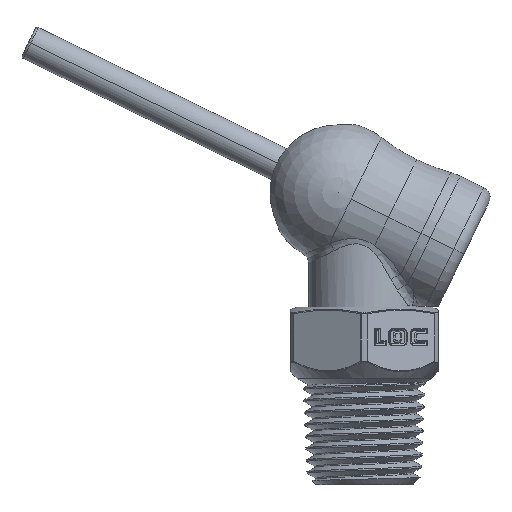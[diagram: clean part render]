
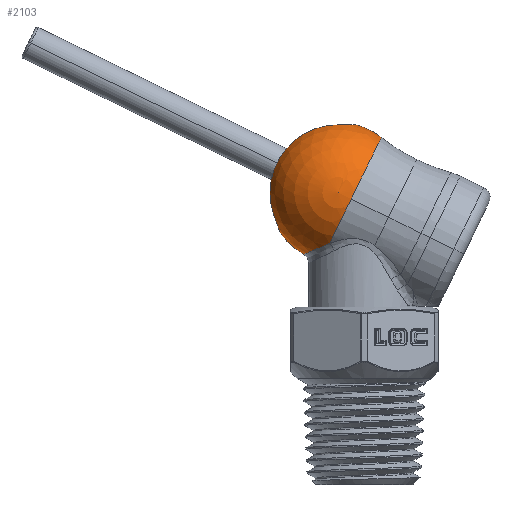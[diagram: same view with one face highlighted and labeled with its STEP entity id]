
A CAD part, top view. The second image highlights one B-rep face of the part: STEP entity #2103.
In plain terms, the highlighted spherical face has radius 8.039 mm.
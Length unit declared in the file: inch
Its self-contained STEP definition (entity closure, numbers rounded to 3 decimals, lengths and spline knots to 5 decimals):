
#558 = CARTESIAN_POINT ( 'NONE',  ( 0.06587, 0., 0.30957 ) ) ;
#2103 = ADVANCED_FACE ( 'NONE', ( #17720 ), #17722, .T. ) ;
#2770 = CARTESIAN_POINT ( 'NONE',  ( -0.21236, -0.22063, 0.08 ) ) ;
#2901 = CARTESIAN_POINT ( 'NONE',  ( -0.15472, -0.2761, 0. ) ) ;
#2918 = CARTESIAN_POINT ( 'NONE',  ( 0.06587, -0.22126, 0.21651 ) ) ;
#2993 = CARTESIAN_POINT ( 'NONE',  ( -0.06183, 0.3104, 0. ) ) ;
#2995 = CARTESIAN_POINT ( 'NONE',  ( -0.01876, -0.31594, 0. ) ) ;
#3664 = VERTEX_POINT ( 'NONE', #15852 ) ;
#4990 = EDGE_CURVE ( 'NONE', #5748, #9291, #17941, .T. ) ;
#4991 = EDGE_CURVE ( 'NONE', #5748, #3664, #13728, .T. ) ;
#4992 = EDGE_CURVE ( 'NONE', #9383, #3664, #17940, .T. ) ;
#4993 = EDGE_CURVE ( 'NONE', #9385, #9308, #17939, .T. ) ;
#5043 = EDGE_CURVE ( 'NONE', #18988, #9383, #13760, .T. ) ;
#5047 = EDGE_CURVE ( 'NONE', #9385, #9291, #13761, .T. ) ;
#5073 = EDGE_CURVE ( 'NONE', #14004, #18988, #13788, .T. ) ;
#5077 = EDGE_CURVE ( 'NONE', #9308, #14004, #13789, .T. ) ;
#5748 = VERTEX_POINT ( 'NONE', #2770 ) ;
#9291 = VERTEX_POINT ( 'NONE', #2901 ) ;
#9308 = VERTEX_POINT ( 'NONE', #2918 ) ;
#9383 = VERTEX_POINT ( 'NONE', #2993 ) ;
#9385 = VERTEX_POINT ( 'NONE', #2995 ) ;
#10184 = AXIS2_PLACEMENT_3D ( 'NONE', #14256, #14254, #14249 ) ;
#10221 = CARTESIAN_POINT ( 'NONE',  ( 0.06587, 0.30957, 0. ) ) ;
#10686 = AXIS2_PLACEMENT_3D ( 'NONE', #10967, #10969, #10971 ) ;
#10740 = AXIS2_PLACEMENT_3D ( 'NONE', #11292, #11293, #11294 ) ;
#10743 = AXIS2_PLACEMENT_3D ( 'NONE', #11327, #11328, #11329 ) ;
#10759 = AXIS2_PLACEMENT_3D ( 'NONE', #11511, #11512, #11513 ) ;
#10767 = AXIS2_PLACEMENT_3D ( 'NONE', #11525, #11526, #11527 ) ;
#10919 = CARTESIAN_POINT ( 'NONE',  ( -0.20855, -0.22429, 0.08 ) ) ;
#10931 = CARTESIAN_POINT ( 'NONE',  ( -0.20481, -0.22789, 0.07948 ) ) ;
#10933 = CARTESIAN_POINT ( 'NONE',  ( -0.01671, -0.31379, 0.04365 ) ) ;
#10940 = CARTESIAN_POINT ( 'NONE',  ( -0.21236, -0.22063, 0.08 ) ) ;
#10941 = CARTESIAN_POINT ( 'NONE',  ( -0.19745, -0.23498, 0.07745 ) ) ;
#10943 = CARTESIAN_POINT ( 'NONE',  ( -0.19379, -0.2385, 0.07592 ) ) ;
#10945 = CARTESIAN_POINT ( 'NONE',  ( -0.18681, -0.24521, 0.0719 ) ) ;
#10947 = CARTESIAN_POINT ( 'NONE',  ( -0.18351, -0.2484, 0.06945 ) ) ;
#10948 = CARTESIAN_POINT ( 'NONE',  ( -0.17724, -0.25443, 0.06365 ) ) ;
#10950 = CARTESIAN_POINT ( 'NONE',  ( -0.17428, -0.25728, 0.06028 ) ) ;
#10952 = CARTESIAN_POINT ( 'NONE',  ( -0.1663, -0.26496, 0.04921 ) ) ;
#10954 = CARTESIAN_POINT ( 'NONE',  ( -0.16201, -0.26909, 0.0403 ) ) ;
#10955 = CARTESIAN_POINT ( 'NONE',  ( -0.15625, -0.27463, 0.02106 ) ) ;
#10957 = CARTESIAN_POINT ( 'NONE',  ( -0.15472, -0.2761, 0.01056 ) ) ;
#10959 = CARTESIAN_POINT ( 'NONE',  ( -0.15472, -0.2761, 0. ) ) ;
#10961 = CARTESIAN_POINT ( 'NONE',  ( -0.01876, -0.31594, 0.02207 ) ) ;
#10964 = CARTESIAN_POINT ( 'NONE',  ( -0.06183, 0.3104, 0. ) ) ;
#10966 = CARTESIAN_POINT ( 'NONE',  ( -0.06183, 0.3104, 0.00528 ) ) ;
#10967 = CARTESIAN_POINT ( 'NONE',  ( 0., 0., 0.08 ) ) ;
#10969 = DIRECTION ( 'NONE',  ( 0., 0., -1. ) ) ;
#10971 = DIRECTION ( 'NONE',  ( 1., 0., 0. ) ) ;
#10974 = CARTESIAN_POINT ( 'NONE',  ( -0.06229, 0.31018, 0.01048 ) ) ;
#10976 = CARTESIAN_POINT ( 'NONE',  ( -0.06412, 0.30929, 0.02069 ) ) ;
#10978 = CARTESIAN_POINT ( 'NONE',  ( -0.0655, 0.30862, 0.02577 ) ) ;
#10979 = CARTESIAN_POINT ( 'NONE',  ( -0.06911, 0.30687, 0.03546 ) ) ;
#10980 = CARTESIAN_POINT ( 'NONE',  ( -0.07132, 0.30579, 0.04005 ) ) ;
#10981 = CARTESIAN_POINT ( 'NONE',  ( -0.07653, 0.30326, 0.04874 ) ) ;
#10982 = CARTESIAN_POINT ( 'NONE',  ( -0.07957, 0.30178, 0.05286 ) ) ;
#10983 = CARTESIAN_POINT ( 'NONE',  ( -0.08952, 0.29695, 0.06393 ) ) ;
#10984 = CARTESIAN_POINT ( 'NONE',  ( -0.09754, 0.29306, 0.06989 ) ) ;
#10986 = CARTESIAN_POINT ( 'NONE',  ( -0.11484, 0.28465, 0.07788 ) ) ;
#10987 = CARTESIAN_POINT ( 'NONE',  ( -0.12429, 0.28007, 0.08 ) ) ;
#10988 = CARTESIAN_POINT ( 'NONE',  ( -0.13379, 0.27545, 0.08 ) ) ;
#10989 = CARTESIAN_POINT ( 'NONE',  ( -0.01876, -0.31594, 0. ) ) ;
#10991 = CARTESIAN_POINT ( 'NONE',  ( -0.01069, -0.30742, 0.07531 ) ) ;
#10992 = CARTESIAN_POINT ( 'NONE',  ( -0.00817, -0.30474, 0.08579 ) ) ;
#10993 = CARTESIAN_POINT ( 'NONE',  ( -0.00229, -0.29845, 0.1059 ) ) ;
#10994 = CARTESIAN_POINT ( 'NONE',  ( 0.00108, -0.29483, 0.11562 ) ) ;
#10995 = CARTESIAN_POINT ( 'NONE',  ( 0.0124, -0.28255, 0.14374 ) ) ;
#10996 = CARTESIAN_POINT ( 'NONE',  ( 0.0217, -0.27235, 0.16126 ) ) ;
#10997 = CARTESIAN_POINT ( 'NONE',  ( 0.03714, -0.25491, 0.18421 ) ) ;
#10998 = CARTESIAN_POINT ( 'NONE',  ( 0.04255, -0.24872, 0.19137 ) ) ;
#10999 = CARTESIAN_POINT ( 'NONE',  ( 0.05388, -0.23556, 0.2047 ) ) ;
#11000 = CARTESIAN_POINT ( 'NONE',  ( 0.0598, -0.22856, 0.21089 ) ) ;
#11001 = CARTESIAN_POINT ( 'NONE',  ( 0.06587, -0.22126, 0.21651 ) ) ;
#11292 = CARTESIAN_POINT ( 'NONE',  ( 0., 0., 0. ) ) ;
#11293 = DIRECTION ( 'NONE',  ( 0., 0., 1. ) ) ;
#11294 = DIRECTION ( 'NONE',  ( 1., 0., 0. ) ) ;
#11327 = CARTESIAN_POINT ( 'NONE',  ( 0., 0., 0. ) ) ;
#11328 = DIRECTION ( 'NONE',  ( 0., 0., -1. ) ) ;
#11329 = DIRECTION ( 'NONE',  ( 0., 1., 0. ) ) ;
#11511 = CARTESIAN_POINT ( 'NONE',  ( 0.06587, 0., 0. ) ) ;
#11512 = DIRECTION ( 'NONE',  ( -1., 0., 0. ) ) ;
#11513 = DIRECTION ( 'NONE',  ( 0., 0., 1. ) ) ;
#11525 = CARTESIAN_POINT ( 'NONE',  ( 0.06587, 0., 0. ) ) ;
#11526 = DIRECTION ( 'NONE',  ( -1., 0., 0. ) ) ;
#11527 = DIRECTION ( 'NONE',  ( 0., 0., 1. ) ) ;
#13728 = CIRCLE ( 'NONE', #10686, 0.30622 ) ;
#13760 = CIRCLE ( 'NONE', #10740, 0.3165 ) ;
#13761 = CIRCLE ( 'NONE', #10743, 0.3165 ) ;
#13788 = CIRCLE ( 'NONE', #10759, 0.30957 ) ;
#13789 = CIRCLE ( 'NONE', #10767, 0.30957 ) ;
#14004 = VERTEX_POINT ( 'NONE', #558 ) ;
#14249 = DIRECTION ( 'NONE',  ( 0., 1., 0. ) ) ;
#14254 = DIRECTION ( 'NONE',  ( 0., 0., -1. ) ) ;
#14256 = CARTESIAN_POINT ( 'NONE',  ( 0., 0., 0. ) ) ;
#15852 = CARTESIAN_POINT ( 'NONE',  ( -0.13379, 0.27545, 0.08 ) ) ;
#16991 = EDGE_LOOP ( 'NONE', ( #18197, #18196, #18195, #18194, #18193, #18192, #18191, #18190 ) ) ;
#17720 = FACE_OUTER_BOUND ( 'NONE', #16991, .T. ) ;
#17722 = SPHERICAL_SURFACE ( 'NONE', #10184, 0.3165 ) ;
#17939 = B_SPLINE_CURVE_WITH_KNOTS ( 'NONE', 3,
 ( #10989, #10961, #10933, #10991, #10992, #10993, #10994, #10995, #10996, #10997, #10998, #10999, #11000, #11001 ),
 .UNSPECIFIED., .F., .F.,
 ( 4, 2, 2, 2, 2, 2, 4 ),
 ( 0.00664, 0.0083, 0.00913, 0.00996, 0.01162, 0.01245, 0.01328 ),
 .UNSPECIFIED. ) ;
#17940 = B_SPLINE_CURVE_WITH_KNOTS ( 'NONE', 3,
 ( #10964, #10966, #10974, #10976, #10978, #10979, #10980, #10981, #10982, #10983, #10984, #10986, #10987, #10988 ),
 .UNSPECIFIED., .F., .F.,
 ( 4, 2, 2, 2, 2, 2, 4 ),
 ( 0., 0.0004, 0.00079, 0.00119, 0.00159, 0.00238, 0.00317 ),
 .UNSPECIFIED. ) ;
#17941 = B_SPLINE_CURVE_WITH_KNOTS ( 'NONE', 3,
 ( #10940, #10919, #10931, #10941, #10943, #10945, #10947, #10948, #10950, #10952, #10954, #10955, #10957, #10959 ),
 .UNSPECIFIED., .F., .F.,
 ( 4, 2, 2, 2, 2, 2, 4 ),
 ( 0., 0.0004, 0.00079, 0.00119, 0.00159, 0.00238, 0.00317 ),
 .UNSPECIFIED. ) ;
#18190 = ORIENTED_EDGE ( 'NONE', *, *, #4990, .T. ) ;
#18191 = ORIENTED_EDGE ( 'NONE', *, *, #4991, .F. ) ;
#18192 = ORIENTED_EDGE ( 'NONE', *, *, #4992, .T. ) ;
#18193 = ORIENTED_EDGE ( 'NONE', *, *, #5043, .T. ) ;
#18194 = ORIENTED_EDGE ( 'NONE', *, *, #5073, .T. ) ;
#18195 = ORIENTED_EDGE ( 'NONE', *, *, #5077, .T. ) ;
#18196 = ORIENTED_EDGE ( 'NONE', *, *, #4993, .T. ) ;
#18197 = ORIENTED_EDGE ( 'NONE', *, *, #5047, .F. ) ;
#18988 = VERTEX_POINT ( 'NONE', #10221 ) ;
